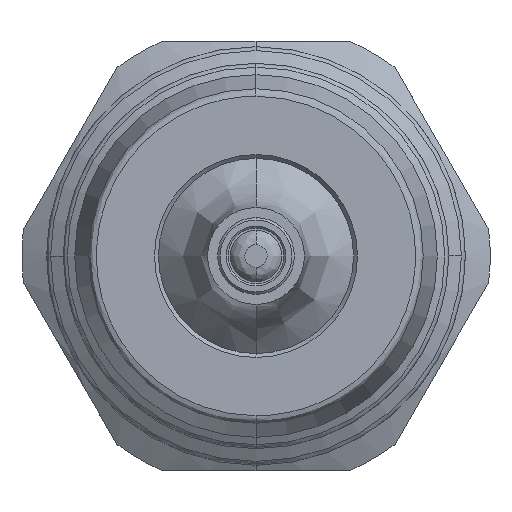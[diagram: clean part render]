
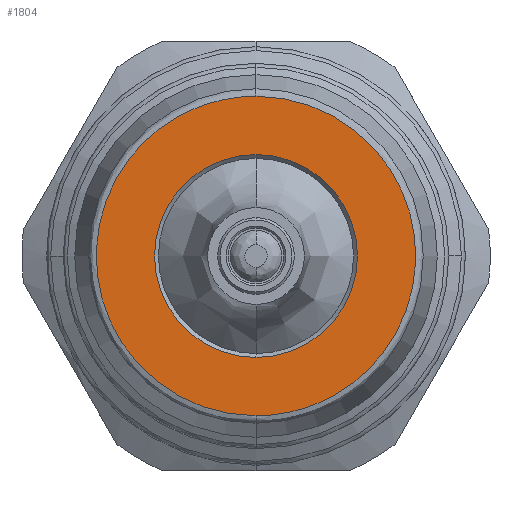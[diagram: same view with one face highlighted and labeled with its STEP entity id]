
A CAD part, left-side view. The second image highlights one B-rep face of the part: STEP entity #1804.
In plain terms, the highlighted planar face has unit normal (-1, 0, 0).
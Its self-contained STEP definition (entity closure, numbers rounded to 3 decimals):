
#15 = DIRECTION ( 'NONE',  ( -1., 0., 0. ) ) ;
#18 = CARTESIAN_POINT ( 'NONE',  ( -38., 0., 0. ) ) ;
#29 = DIRECTION ( 'NONE',  ( 0., 0., 1. ) ) ;
#51 = CARTESIAN_POINT ( 'NONE',  ( -38., 0., 8.187 ) ) ;
#52 = CARTESIAN_POINT ( 'NONE',  ( -38., 16.374, 8.187 ) ) ;
#54 = CARTESIAN_POINT ( 'NONE',  ( -38., 16.374, -8.187 ) ) ;
#55 = CARTESIAN_POINT ( 'NONE',  ( -38., 0., -8.187 ) ) ;
#56 = DIRECTION ( 'NONE',  ( 0., 0., 1. ) ) ;
#58 = DIRECTION ( 'NONE',  ( -1., 0., 0. ) ) ;
#59 = CARTESIAN_POINT ( 'NONE',  ( -38., 0., 0. ) ) ;
#289 =( BOUNDED_CURVE ( )  B_SPLINE_CURVE ( 3, ( #55, #54, #52, #51 ),
 .UNSPECIFIED., .F., .T. ) 
 B_SPLINE_CURVE_WITH_KNOTS ( ( 4, 4 ),
 ( 0., 1. ),
 .UNSPECIFIED. ) 
 CURVE ( )  GEOMETRIC_REPRESENTATION_ITEM ( )  RATIONAL_B_SPLINE_CURVE ( ( 1., 0.333, 0.333, 1. ) ) 
 REPRESENTATION_ITEM ( '' )  );
#290 =( BOUNDED_CURVE ( )  B_SPLINE_CURVE ( 3, ( #1236, #1237, #1238, #1239 ),
 .UNSPECIFIED., .F., .T. ) 
 B_SPLINE_CURVE_WITH_KNOTS ( ( 4, 4 ),
 ( 0., 1. ),
 .UNSPECIFIED. ) 
 CURVE ( )  GEOMETRIC_REPRESENTATION_ITEM ( )  RATIONAL_B_SPLINE_CURVE ( ( 1., 0.333, 0.333, 1. ) ) 
 REPRESENTATION_ITEM ( '' )  );
#334 = FACE_OUTER_BOUND ( 'NONE', #833, .T. ) ;
#336 = FACE_BOUND ( 'NONE', #828, .T. ) ;
#500 = CIRCLE ( 'NONE', #1862, 5.2 ) ;
#549 = CIRCLE ( 'NONE', #1879, 5.2 ) ;
#767 = ORIENTED_EDGE ( 'NONE', *, *, #1745, .F. ) ;
#768 = ORIENTED_EDGE ( 'NONE', *, *, #1715, .F. ) ;
#769 = ORIENTED_EDGE ( 'NONE', *, *, #1675, .F. ) ;
#772 = ORIENTED_EDGE ( 'NONE', *, *, #1744, .F. ) ;
#828 = EDGE_LOOP ( 'NONE', ( #772, #768 ) ) ;
#833 = EDGE_LOOP ( 'NONE', ( #767, #769 ) ) ;
#1236 = CARTESIAN_POINT ( 'NONE',  ( -38., 0., 8.187 ) ) ;
#1237 = CARTESIAN_POINT ( 'NONE',  ( -38., -16.374, 8.187 ) ) ;
#1238 = CARTESIAN_POINT ( 'NONE',  ( -38., -16.374, -8.187 ) ) ;
#1239 = CARTESIAN_POINT ( 'NONE',  ( -38., 0., -8.187 ) ) ;
#1257 = VERTEX_POINT ( 'NONE', #1354 ) ;
#1276 = VERTEX_POINT ( 'NONE', #1335 ) ;
#1294 = VERTEX_POINT ( 'NONE', #1317 ) ;
#1314 = CARTESIAN_POINT ( 'NONE',  ( -38., 0., -8.187 ) ) ;
#1317 = CARTESIAN_POINT ( 'NONE',  ( -38., 0., 8.187 ) ) ;
#1335 = CARTESIAN_POINT ( 'NONE',  ( -38., 0., 5.2 ) ) ;
#1354 = CARTESIAN_POINT ( 'NONE',  ( -38., 0., -5.2 ) ) ;
#1393 = VERTEX_POINT ( 'NONE', #1314 ) ;
#1538 = PLANE ( 'NONE',  #2169 ) ;
#1539 = DIRECTION ( 'NONE',  ( 1., 0., 0. ) ) ;
#1540 = CARTESIAN_POINT ( 'NONE',  ( -38., 5.2, 0. ) ) ;
#1543 = DIRECTION ( 'NONE',  ( 0., 0., -1. ) ) ;
#1675 = EDGE_CURVE ( 'NONE', #1294, #1393, #290, .T. ) ;
#1715 = EDGE_CURVE ( 'NONE', #1257, #1276, #549, .T. ) ;
#1744 = EDGE_CURVE ( 'NONE', #1276, #1257, #500, .T. ) ;
#1745 = EDGE_CURVE ( 'NONE', #1393, #1294, #289, .T. ) ;
#1804 = ADVANCED_FACE ( 'NONE', ( #336, #334 ), #1538, .F. ) ;
#1862 = AXIS2_PLACEMENT_3D ( 'NONE', #59, #58, #56 ) ;
#1879 = AXIS2_PLACEMENT_3D ( 'NONE', #18, #15, #29 ) ;
#2169 = AXIS2_PLACEMENT_3D ( 'NONE', #1540, #1539, #1543 ) ;
